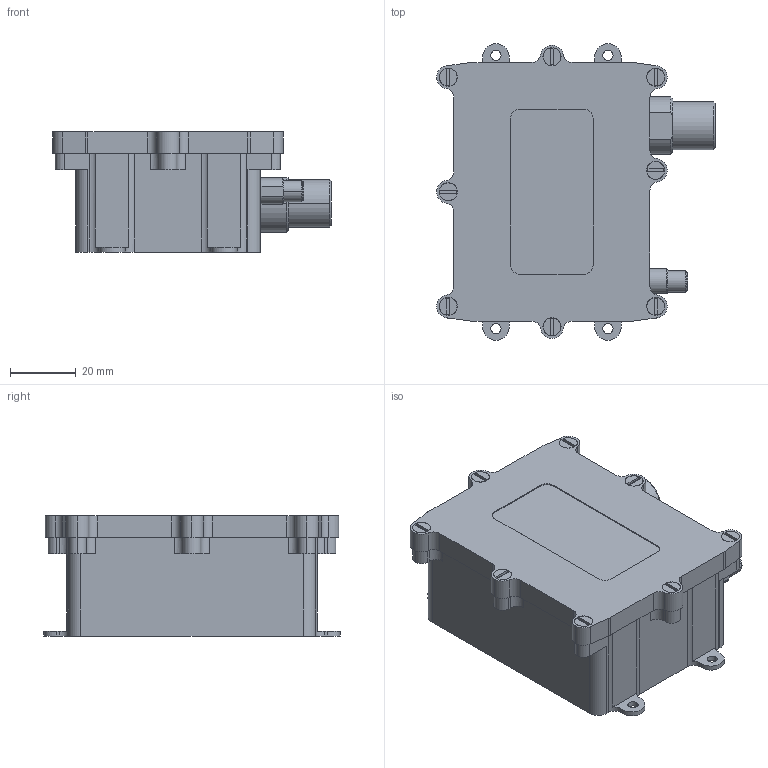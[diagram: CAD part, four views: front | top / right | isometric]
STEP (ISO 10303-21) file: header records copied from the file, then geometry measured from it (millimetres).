
FILE_DESCRIPTION (( 'STEP AP203' ), '1' );
FILE_NAME ('431329.90.211.STEP', '2015-03-13T16:42:04', ( 'Dmitriy_K' ), ( '' ), 'SwSTEP 2.0', 'SolidWorks 2015', '' );
FILE_SCHEMA (( 'CONFIG_CONTROL_DESIGN' ));
Length unit declared in the file: millimetre
Products named in the file (6): Îñí êîðïóñà ìîäåìà_2_01; 冓踖樦 SMA; Êîðïóñ ÑÍÖ 29_8D7-09F35PN; 署赅 祛溴爨 big_01; Áîëò ïîòàé_‚¨­â ¯®â © 3-10 ­¥à¦; 431329.90.211
Assembly tree (12 placements, depth 2):
  431329.90.211
    Îñí êîðïóñà ìîäåìà_2_01
    冓踖樦 SMA
    Êîðïóñ ÑÍÖ 29_8D7-09F35PN
    署赅 祛溴爨 big_01
    Áîëò ïîòàé_‚¨­â ¯®â © 3-10 ­¥à¦  x8
Bounding box: 84.6 x 90 x 36.5 mm (x, y, z)
Volume: 31438.1 mm3; surface area: 48890.5 mm2
Topology: 12 solids, 12 shells, 507 faces, 1302 edges, 833 vertices
Faces by surface type: cylinder 250, plane 202, cone 55
Entity records: 13813 total; most frequent: DIRECTION 2403, CARTESIAN_POINT 2255, ORIENTED_EDGE 2168, EDGE_CURVE 1084, AXIS2_PLACEMENT_3D 900, VERTEX_POINT 700, VECTOR 603, LINE 603
